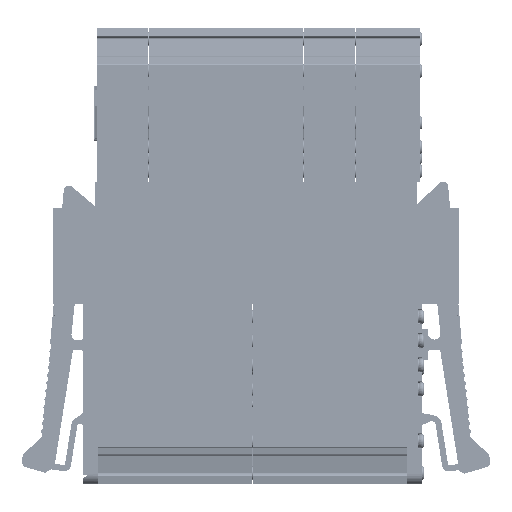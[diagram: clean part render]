
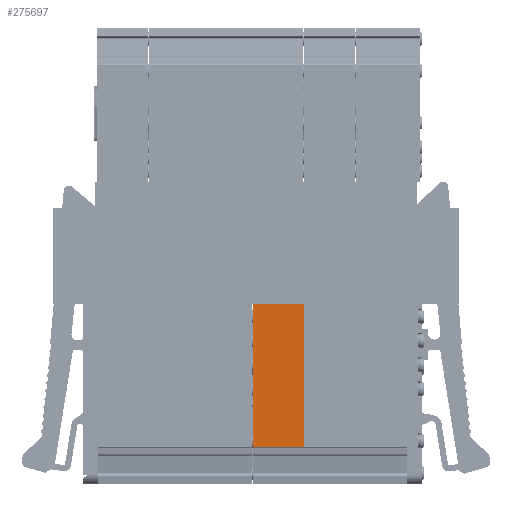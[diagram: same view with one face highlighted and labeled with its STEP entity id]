
A CAD part, front view. The second image highlights one B-rep face of the part: STEP entity #275697.
In plain terms, the highlighted planar face has unit normal (0, -1, 0).
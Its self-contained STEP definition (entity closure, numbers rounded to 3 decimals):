
#63908=ORIENTED_EDGE('',*,*,#74380,.T.);
#63909=ORIENTED_EDGE('',*,*,#96537,.T.);
#63910=ORIENTED_EDGE('',*,*,#74457,.F.);
#63911=ORIENTED_EDGE('',*,*,#96567,.T.);
#74380=EDGE_CURVE('',#102854,#102853,#120902,.T.);
#74457=EDGE_CURVE('',#102929,#102930,#120964,.T.);
#96537=EDGE_CURVE('',#102853,#102930,#136686,.T.);
#96567=EDGE_CURVE('',#102929,#102854,#136716,.T.);
#102853=VERTEX_POINT('',#354446);
#102854=VERTEX_POINT('',#354448);
#102929=VERTEX_POINT('',#354606);
#102930=VERTEX_POINT('',#354608);
#120902=LINE('',#354447,#141010);
#120964=LINE('',#354607,#141072);
#136686=LINE('',#446004,#156794);
#136716=LINE('',#446068,#156824);
#141010=VECTOR('',#296637,1000.);
#141072=VECTOR('',#296733,1000.);
#156794=VECTOR('',#335031,1000.);
#156824=VECTOR('',#335123,1000.);
#169330=EDGE_LOOP('',(#63908,#63909,#63910,#63911));
#182072=FACE_BOUND('',#169330,.T.);
#189616=PLANE('',#289655);
#275697=ADVANCED_FACE('',(#182072),#189616,.T.);
#289655=AXIS2_PLACEMENT_3D('',#446067,#335121,#335122);
#296637=DIRECTION('',(0.,0.,-1.));
#296733=DIRECTION('',(0.,0.,-1.));
#335031=DIRECTION('',(1.,0.,0.));
#335121=DIRECTION('',(0.,-1.,0.));
#335122=DIRECTION('',(0.,0.,1.));
#335123=DIRECTION('',(-1.,0.,0.));
#354446=CARTESIAN_POINT('',(-0.34,-4.25,-14.165));
#354447=CARTESIAN_POINT('',(-0.34,-4.25,8.3));
#354448=CARTESIAN_POINT('',(-0.34,-4.25,0.));
#354606=CARTESIAN_POINT('',(4.74,-4.25,0.));
#354607=CARTESIAN_POINT('',(4.74,-4.25,8.3));
#354608=CARTESIAN_POINT('',(4.74,-4.25,-14.165));
#446004=CARTESIAN_POINT('',(-0.34,-4.25,-14.165));
#446067=CARTESIAN_POINT('',(-0.34,-4.25,8.3));
#446068=CARTESIAN_POINT('',(-0.34,-4.25,0.));
